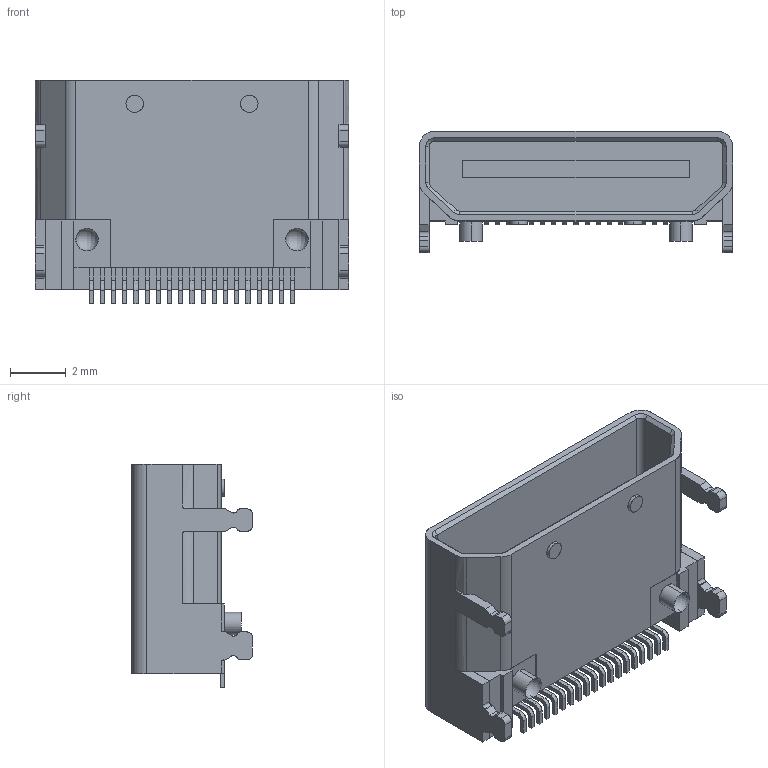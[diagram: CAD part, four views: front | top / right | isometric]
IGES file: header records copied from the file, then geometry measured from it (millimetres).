
Start section: SolidWorks IGES file using analytic representation for surfaces
Global section: file name: CKelleher's file\KMDMIX-NS3B-WS-BTR_rA1.IGS; native system: SolidWorks 2006 by SolidWorks Corporation; preprocessor: SolidWorks 2006 by SolidWorks Corporation; author: Ckelleher; date: 110304.100714; units: millimetre
Bounding box: 11.2 x 4.32 x 8 mm (x, y, z)
Surface area: 514.1 mm2 (no closed solid volume)
Topology: 0 solids, 0 shells, 473 faces, 3467 edges, 3463 vertices
Faces by surface type: bspline 314, revolution 159
